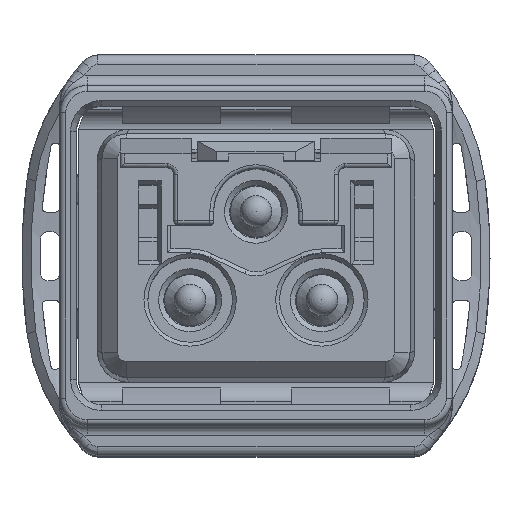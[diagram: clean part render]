
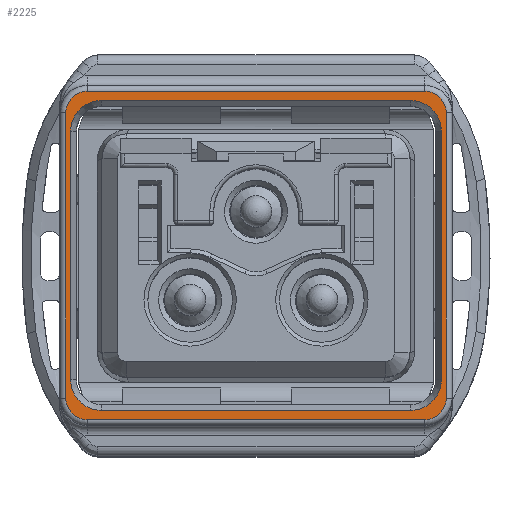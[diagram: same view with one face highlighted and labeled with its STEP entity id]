
A CAD part, top view. The second image highlights one B-rep face of the part: STEP entity #2225.
In plain terms, the highlighted planar face has unit normal (0, 0, 1).
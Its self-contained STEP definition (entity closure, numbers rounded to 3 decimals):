
#476=FACE_BOUND('',#4490,.T.);
#477=FACE_BOUND('',#4491,.T.);
#1297=CIRCLE('',#17074,1.1);
#1299=CIRCLE('',#17077,1.1);
#1396=CIRCLE('',#17293,1.1);
#1397=CIRCLE('',#17294,1.1);
#1398=CIRCLE('',#17295,1.55);
#1399=CIRCLE('',#17296,1.55);
#1400=CIRCLE('',#17297,1.55);
#1401=CIRCLE('',#17298,1.55);
#2225=ADVANCED_FACE('',(#476,#477),#2906,.T.);
#2906=PLANE('',#17299);
#4490=EDGE_LOOP('',(#7370,#7371,#7372,#7373,#7374,#7375,#7376,#7377));
#4491=EDGE_LOOP('',(#7378,#7379,#7380,#7381,#7382,#7383,#7384,#7385));
#7370=ORIENTED_EDGE('',*,*,#12470,.T.);
#7371=ORIENTED_EDGE('',*,*,#12471,.T.);
#7372=ORIENTED_EDGE('',*,*,#12113,.T.);
#7373=ORIENTED_EDGE('',*,*,#12107,.T.);
#7374=ORIENTED_EDGE('',*,*,#12132,.T.);
#7375=ORIENTED_EDGE('',*,*,#12105,.T.);
#7376=ORIENTED_EDGE('',*,*,#12112,.T.);
#7377=ORIENTED_EDGE('',*,*,#12472,.T.);
#7378=ORIENTED_EDGE('',*,*,#12203,.T.);
#7379=ORIENTED_EDGE('',*,*,#12473,.T.);
#7380=ORIENTED_EDGE('',*,*,#12474,.T.);
#7381=ORIENTED_EDGE('',*,*,#12475,.T.);
#7382=ORIENTED_EDGE('',*,*,#12221,.T.);
#7383=ORIENTED_EDGE('',*,*,#12476,.T.);
#7384=ORIENTED_EDGE('',*,*,#12477,.T.);
#7385=ORIENTED_EDGE('',*,*,#12478,.T.);
#10271=VERTEX_POINT('',#25380);
#10273=VERTEX_POINT('',#25384);
#10275=VERTEX_POINT('',#25389);
#10276=VERTEX_POINT('',#25391);
#10279=VERTEX_POINT('',#25399);
#10280=VERTEX_POINT('',#25403);
#10326=VERTEX_POINT('',#25646);
#10329=VERTEX_POINT('',#25651);
#10339=VERTEX_POINT('',#25688);
#10340=VERTEX_POINT('',#25690);
#10523=VERTEX_POINT('',#26570);
#10524=VERTEX_POINT('',#26571);
#10525=VERTEX_POINT('',#26575);
#10526=VERTEX_POINT('',#26577);
#10527=VERTEX_POINT('',#26580);
#10528=VERTEX_POINT('',#26582);
#12105=EDGE_CURVE('',#10271,#10273,#1297,.T.);
#12107=EDGE_CURVE('',#10276,#10275,#1299,.T.);
#12112=EDGE_CURVE('',#10273,#10279,#14076,.T.);
#12113=EDGE_CURVE('',#10280,#10276,#14077,.T.);
#12132=EDGE_CURVE('',#10275,#10271,#14085,.T.);
#12203=EDGE_CURVE('',#10326,#10329,#14149,.T.);
#12221=EDGE_CURVE('',#10340,#10339,#14163,.T.);
#12470=EDGE_CURVE('',#10523,#10524,#14307,.T.);
#12471=EDGE_CURVE('',#10524,#10280,#1396,.T.);
#12472=EDGE_CURVE('',#10279,#10523,#1397,.T.);
#12473=EDGE_CURVE('',#10329,#10525,#1398,.T.);
#12474=EDGE_CURVE('',#10525,#10526,#14308,.T.);
#12475=EDGE_CURVE('',#10526,#10340,#1399,.T.);
#12476=EDGE_CURVE('',#10339,#10527,#1400,.T.);
#12477=EDGE_CURVE('',#10527,#10528,#14309,.T.);
#12478=EDGE_CURVE('',#10528,#10326,#1401,.T.);
#14076=LINE('',#25400,#15532);
#14077=LINE('',#25402,#15533);
#14085=LINE('',#25483,#15541);
#14149=LINE('',#25652,#15605);
#14163=LINE('',#25689,#15619);
#14307=LINE('',#26569,#15763);
#14308=LINE('',#26576,#15764);
#14309=LINE('',#26581,#15765);
#15532=VECTOR('',#19998,1.);
#15533=VECTOR('',#20001,1.);
#15541=VECTOR('',#20035,1.);
#15605=VECTOR('',#20169,1.);
#15619=VECTOR('',#20209,1.);
#15763=VECTOR('',#20651,1.);
#15764=VECTOR('',#20658,1.);
#15765=VECTOR('',#20663,1.);
#17074=AXIS2_PLACEMENT_3D('',#25385,#19981,#19982);
#17077=AXIS2_PLACEMENT_3D('',#25390,#19987,#19988);
#17293=AXIS2_PLACEMENT_3D('',#26572,#20652,#20653);
#17294=AXIS2_PLACEMENT_3D('',#26573,#20654,#20655);
#17295=AXIS2_PLACEMENT_3D('',#26574,#20656,#20657);
#17296=AXIS2_PLACEMENT_3D('',#26578,#20659,#20660);
#17297=AXIS2_PLACEMENT_3D('',#26579,#20661,#20662);
#17298=AXIS2_PLACEMENT_3D('',#26583,#20664,#20665);
#17299=AXIS2_PLACEMENT_3D('',#26584,#20666,#20667);
#19981=DIRECTION('',(0.,0.,1.));
#19982=DIRECTION('',(0.,1.,0.));
#19987=DIRECTION('',(0.,0.,1.));
#19988=DIRECTION('',(0.,1.,0.));
#19998=DIRECTION('',(-1.,0.,0.));
#20001=DIRECTION('',(1.,0.,0.));
#20035=DIRECTION('',(0.,1.,0.));
#20169=DIRECTION('',(1.,0.,0.));
#20209=DIRECTION('',(-1.,0.,0.));
#20651=DIRECTION('',(0.,-1.,0.));
#20652=DIRECTION('',(0.,0.,1.));
#20653=DIRECTION('',(0.,1.,0.));
#20654=DIRECTION('',(0.,0.,1.));
#20655=DIRECTION('',(0.,1.,0.));
#20656=DIRECTION('',(0.,0.,-1.));
#20657=DIRECTION('',(1.,0.,0.));
#20658=DIRECTION('',(0.,-1.,0.));
#20659=DIRECTION('',(0.,0.,-1.));
#20660=DIRECTION('',(1.,0.,0.));
#20661=DIRECTION('',(0.,0.,-1.));
#20662=DIRECTION('',(1.,0.,0.));
#20663=DIRECTION('',(0.,1.,0.));
#20664=DIRECTION('',(0.,0.,-1.));
#20665=DIRECTION('',(1.,0.,0.));
#20666=DIRECTION('',(0.,0.,1.));
#20667=DIRECTION('',(1.,0.,0.));
#25380=CARTESIAN_POINT('',(9.675,7.25,0.));
#25384=CARTESIAN_POINT('',(8.575,8.35,0.));
#25385=CARTESIAN_POINT('',(8.575,7.25,0.));
#25389=CARTESIAN_POINT('',(9.675,-7.25,0.));
#25390=CARTESIAN_POINT('',(8.575,-7.25,0.));
#25391=CARTESIAN_POINT('',(8.575,-8.35,0.));
#25399=CARTESIAN_POINT('',(-8.575,8.35,0.));
#25400=CARTESIAN_POINT('',(-9.975,8.35,0.));
#25402=CARTESIAN_POINT('',(-9.975,-8.35,0.));
#25403=CARTESIAN_POINT('',(-8.575,-8.35,0.));
#25483=CARTESIAN_POINT('',(9.675,-7.674,0.));
#25646=CARTESIAN_POINT('',(-7.875,7.875,0.));
#25651=CARTESIAN_POINT('',(7.875,7.875,0.));
#25652=CARTESIAN_POINT('',(0.,7.875,0.));
#25688=CARTESIAN_POINT('',(-7.875,-7.875,0.));
#25689=CARTESIAN_POINT('',(0.,-7.875,0.));
#25690=CARTESIAN_POINT('',(7.875,-7.875,0.));
#26569=CARTESIAN_POINT('',(-9.675,-8.65,0.));
#26570=CARTESIAN_POINT('',(-9.675,7.25,0.));
#26571=CARTESIAN_POINT('',(-9.675,-7.25,0.));
#26572=CARTESIAN_POINT('',(-8.575,-7.25,0.));
#26573=CARTESIAN_POINT('',(-8.575,7.25,0.));
#26574=CARTESIAN_POINT('',(7.875,6.325,0.));
#26575=CARTESIAN_POINT('',(9.425,6.325,0.));
#26576=CARTESIAN_POINT('',(9.425,0.,0.));
#26577=CARTESIAN_POINT('',(9.425,-6.325,0.));
#26578=CARTESIAN_POINT('',(7.875,-6.325,0.));
#26579=CARTESIAN_POINT('',(-7.875,-6.325,0.));
#26580=CARTESIAN_POINT('',(-9.425,-6.325,0.));
#26581=CARTESIAN_POINT('',(-9.425,0.,0.));
#26582=CARTESIAN_POINT('',(-9.425,6.325,0.));
#26583=CARTESIAN_POINT('',(-7.875,6.325,0.));
#26584=CARTESIAN_POINT('',(0.,0.,0.));
